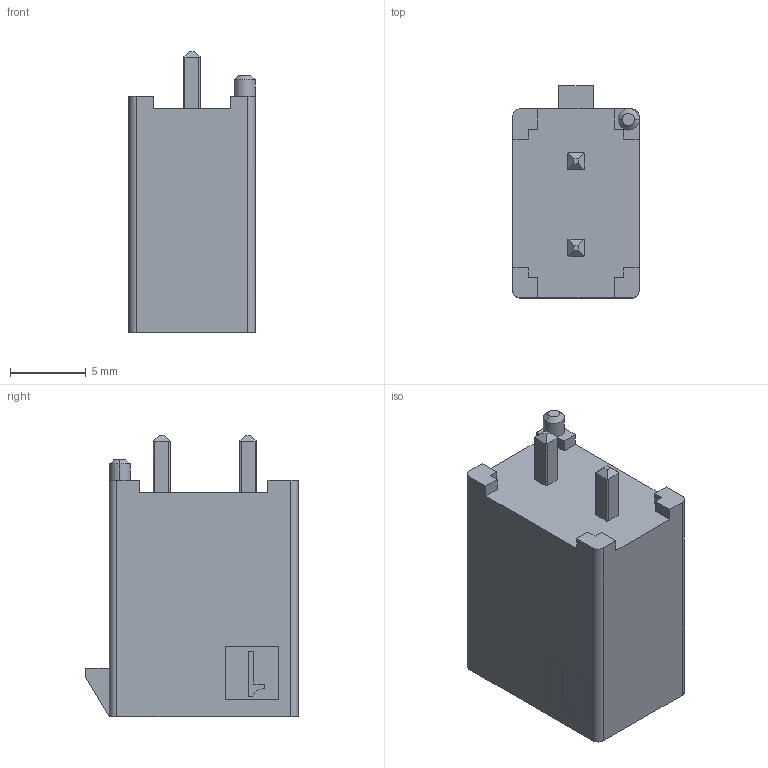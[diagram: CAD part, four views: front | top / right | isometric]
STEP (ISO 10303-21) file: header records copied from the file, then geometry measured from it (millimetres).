
FILE_DESCRIPTION((''),'2;1');
FILE_NAME('768290102','2017-08-22T',('ghp'),(''),'PRO/ENGINEER BY PARAMETRIC TECHNOLOGY CORPORATION, 2012310','PRO/ENGINEER BY PARAMETRIC TECHNOLOGY CORPORATION, 2012310','');
FILE_SCHEMA(('CONFIG_CONTROL_DESIGN'));
Length unit declared in the file: millimetre
Products named in the file (1): 768290102
Bounding box: 8.35 x 14.03 x 18.58 mm (x, y, z)
Volume: 941.6 mm3; surface area: 1487.2 mm2
Topology: 1 solids, 1 shells, 174 faces, 488 edges, 325 vertices
Faces by surface type: plane 150, cylinder 22, cone 2
Entity records: 5546 total; most frequent: CARTESIAN_POINT 1061, ORIENTED_EDGE 962, DIRECTION 834, EDGE_CURVE 481, VECTOR 414, LINE 414, VERTEX_POINT 317, AXIS2_PLACEMENT_3D 210
